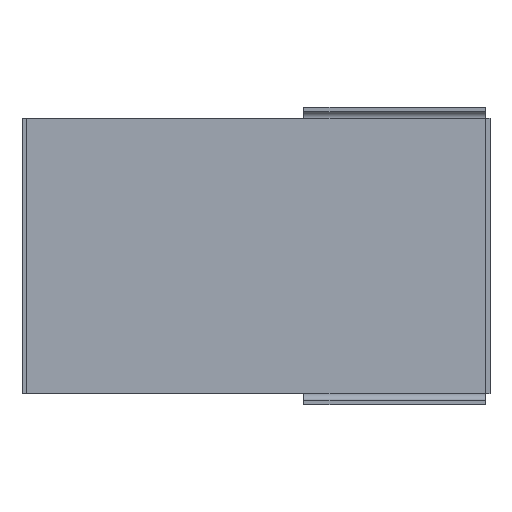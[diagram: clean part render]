
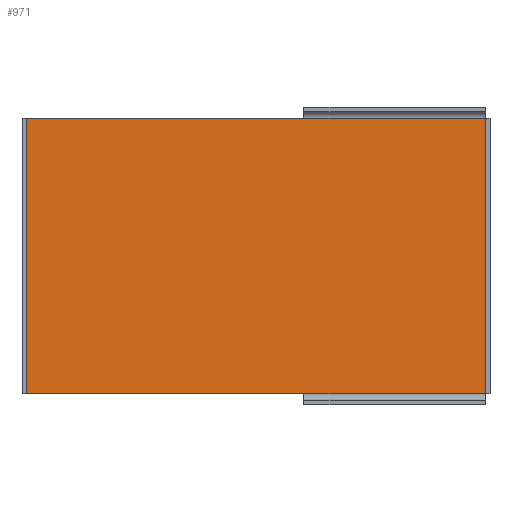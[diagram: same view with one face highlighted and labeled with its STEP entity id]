
A CAD part, left-side view. The second image highlights one B-rep face of the part: STEP entity #971.
In plain terms, the highlighted planar face has unit normal (-1, 0, 0).
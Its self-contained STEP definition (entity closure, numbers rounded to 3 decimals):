
#2 = DIRECTION ( 'NONE',  ( 0., -1., 0. ) ) ;
#22 = CARTESIAN_POINT ( 'NONE',  ( -0.8, 85., -25. ) ) ;
#77 = EDGE_CURVE ( 'NONE', #170, #628, #619, .T. ) ;
#118 = EDGE_CURVE ( 'NONE', #573, #188, #462, .T. ) ;
#148 = EDGE_CURVE ( 'NONE', #623, #595, #420, .T. ) ;
#170 = VERTEX_POINT ( 'NONE', #1017 ) ;
#188 = VERTEX_POINT ( 'NONE', #1184 ) ;
#224 = ORIENTED_EDGE ( 'NONE', *, *, #118, .F. ) ;
#254 = ORIENTED_EDGE ( 'NONE', *, *, #731, .T. ) ;
#285 = FACE_OUTER_BOUND ( 'NONE', #559, .T. ) ;
#297 = ORIENTED_EDGE ( 'NONE', *, *, #727, .F. ) ;
#323 = VECTOR ( 'NONE', #2, 1000. ) ;
#350 = LINE ( 'NONE', #1015, #526 ) ;
#416 = VECTOR ( 'NONE', #1025, 1000. ) ;
#420 = LINE ( 'NONE', #1231, #416 ) ;
#452 = LINE ( 'NONE', #1225, #527 ) ;
#462 = LINE ( 'NONE', #903, #468 ) ;
#468 = VECTOR ( 'NONE', #833, 1000. ) ;
#491 = LINE ( 'NONE', #1082, #510 ) ;
#510 = VECTOR ( 'NONE', #1237, 1000. ) ;
#526 = VECTOR ( 'NONE', #1229, 1000. ) ;
#527 = VECTOR ( 'NONE', #1224, 1000. ) ;
#559 = EDGE_LOOP ( 'NONE', ( #562, #297, #637, #707, #224, #254 ) ) ;
#562 = ORIENTED_EDGE ( 'NONE', *, *, #77, .T. ) ;
#573 = VERTEX_POINT ( 'NONE', #1105 ) ;
#595 = VERTEX_POINT ( 'NONE', #1092 ) ;
#619 = LINE ( 'NONE', #22, #323 ) ;
#623 = VERTEX_POINT ( 'NONE', #1130 ) ;
#628 = VERTEX_POINT ( 'NONE', #1107 ) ;
#637 = ORIENTED_EDGE ( 'NONE', *, *, #148, .F. ) ;
#707 = ORIENTED_EDGE ( 'NONE', *, *, #729, .F. ) ;
#727 = EDGE_CURVE ( 'NONE', #595, #628, #491, .T. ) ;
#729 = EDGE_CURVE ( 'NONE', #188, #623, #350, .T. ) ;
#731 = EDGE_CURVE ( 'NONE', #573, #170, #452, .T. ) ;
#801 = AXIS2_PLACEMENT_3D ( 'NONE', #1269, #1278, #1273 ) ;
#833 = DIRECTION ( 'NONE',  ( 0., -1., 0. ) ) ;
#903 = CARTESIAN_POINT ( 'NONE',  ( -0.8, 85., 25. ) ) ;
#971 = ADVANCED_FACE ( 'NONE', ( #285 ), #1315, .F. ) ;
#1015 = CARTESIAN_POINT ( 'NONE',  ( -0.8, 33.8, 25. ) ) ;
#1017 = CARTESIAN_POINT ( 'NONE',  ( -0.8, 84.2, -25. ) ) ;
#1025 = DIRECTION ( 'NONE',  ( 0., 0., -1. ) ) ;
#1082 = CARTESIAN_POINT ( 'NONE',  ( -0.8, 0.8, -25. ) ) ;
#1092 = CARTESIAN_POINT ( 'NONE',  ( -0.8, 0.8, -25. ) ) ;
#1105 = CARTESIAN_POINT ( 'NONE',  ( -0.8, 84.2, 25. ) ) ;
#1107 = CARTESIAN_POINT ( 'NONE',  ( -0.8, 33.8, -25. ) ) ;
#1130 = CARTESIAN_POINT ( 'NONE',  ( -0.8, 0.8, 25. ) ) ;
#1184 = CARTESIAN_POINT ( 'NONE',  ( -0.8, 33.8, 25. ) ) ;
#1224 = DIRECTION ( 'NONE',  ( 0., 0., -1. ) ) ;
#1225 = CARTESIAN_POINT ( 'NONE',  ( -0.8, 84.2, 25. ) ) ;
#1229 = DIRECTION ( 'NONE',  ( 0., -1., 0. ) ) ;
#1231 = CARTESIAN_POINT ( 'NONE',  ( -0.8, 0.8, 25. ) ) ;
#1237 = DIRECTION ( 'NONE',  ( 0., 1., 0. ) ) ;
#1269 = CARTESIAN_POINT ( 'NONE',  ( -0.8, 85., 25. ) ) ;
#1273 = DIRECTION ( 'NONE',  ( 0., 1., 0. ) ) ;
#1278 = DIRECTION ( 'NONE',  ( 1., 0., 0. ) ) ;
#1315 = PLANE ( 'NONE',  #801 ) ;
